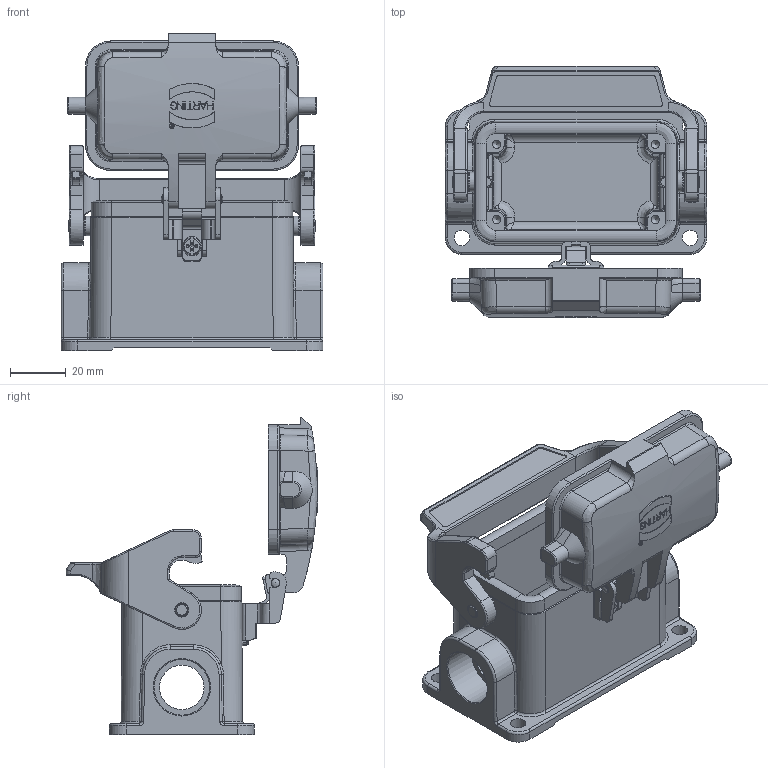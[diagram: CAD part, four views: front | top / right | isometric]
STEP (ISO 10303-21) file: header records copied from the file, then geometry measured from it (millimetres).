
FILE_DESCRIPTION(/* description */ (''),/* implementation_level */ '2;1');
FILE_NAME(/* name */ '100094901ugm000_c.stp',/* time_stamp */ '2017-11-03T15:44:30+01:00',/* author */ (''),/* organization */ (''),/* preprocessor_version */ 'ST-DEVELOPER v16',/* originating_system */ 'SIEMENS PLM Software NX 10.0',/* authorisation */ '');
FILE_SCHEMA (('AUTOMOTIVE_DESIGN { 1 0 10303 214 3 1 1 1 }'));
Length unit declared in the file: millimetre
Products named in the file (1): 100094901ugm000_c
Bounding box: 94 x 90.32 x 114 mm (x, y, z)
Volume: 105463.3 mm3; surface area: 60744.5 mm2
Topology: 3 solids, 4 shells, 1035 faces, 2791 edges, 1778 vertices
Faces by surface type: plane 465, cylinder 314, bspline 172, cone 41, torus 37, sphere 6
Full cylindrical faces by diameter (mm): 1.52 x1, 1.68 x1, 2.95 x2, 3 x6, 3.1 x2, 3.3 x1, 4 x2, 4.8 x2, 5.1 x2, 5.6 x4, 7 x3, 16 x2, 20 x2
Entity records: 43615 total; most frequent: CARTESIAN_POINT 13561, ORIENTED_EDGE 5274, DIRECTION 4783, EDGE_CURVE 2637, VERTEX_POINT 1702, AXIS2_PLACEMENT_3D 1694, LINE 1395, VECTOR 1395
